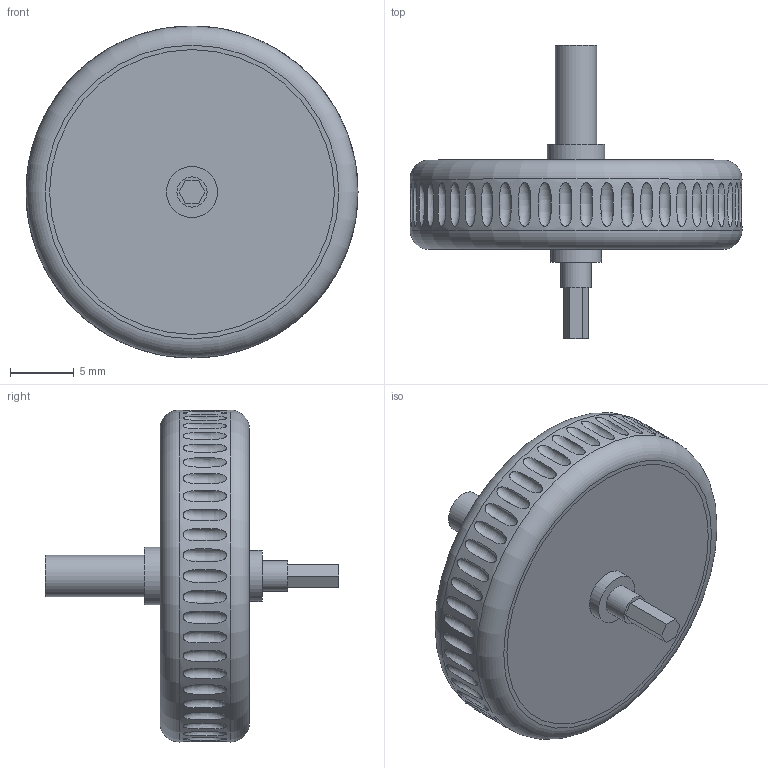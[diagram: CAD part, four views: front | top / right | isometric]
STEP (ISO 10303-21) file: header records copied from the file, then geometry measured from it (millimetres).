
FILE_DESCRIPTION(/* description */ (''),/* implementation_level */ '2;1');
FILE_NAME(/* name */ 'Sensei Scroll Wheel.step',/* time_stamp */ '2022-01-25T17:35:47+01:00',/* author */ (''),/* organization */ (''),/* preprocessor_version */ 'ST-DEVELOPER v18.1',/* originating_system */ 'Autodesk Translation Framework v10.13.0.1454',/* authorisation */ '');
FILE_SCHEMA (('AUTOMOTIVE_DESIGN { 1 0 10303 214 3 1 1 }'));
Length unit declared in the file: millimetre
Products named in the file (1): Sensei Scroll Wheel
Bounding box: 26 x 23 x 26 mm (x, y, z)
Volume: 3005.3 mm3; surface area: 3335.8 mm2
Topology: 2 solids, 2 shells, 84 faces, 112 edges, 91 vertices
Faces by surface type: torus 52, plane 20, cylinder 12
Full cylindrical faces by diameter (mm): 2.35 x1, 3.25 x1, 4 x1, 4.5 x1, 15.6 x1, 20 x2, 22.3 x4, 26 x1
Entity records: 4323 total; most frequent: CARTESIAN_POINT 2865, DIRECTION 261, ORIENTED_EDGE 224, EDGE_LOOP 145, AXIS2_PLACEMENT_3D 115, EDGE_CURVE 112, VERTEX_POINT 91, FACE_OUTER_BOUND 84
